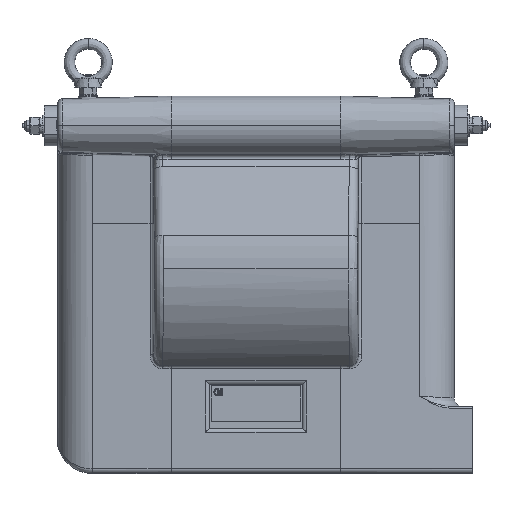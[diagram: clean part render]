
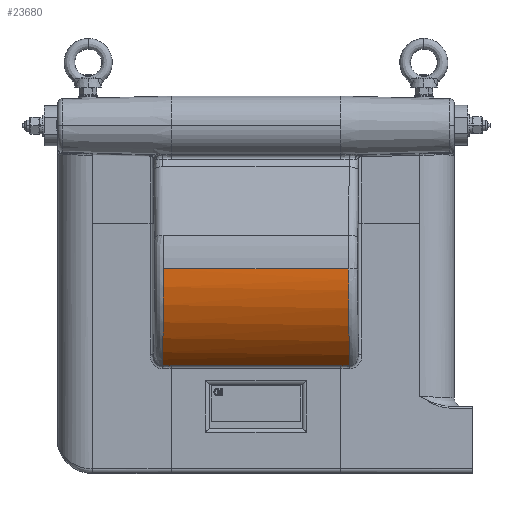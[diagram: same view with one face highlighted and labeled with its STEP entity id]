
A CAD part, top view. The second image highlights one B-rep face of the part: STEP entity #23680.
In plain terms, the highlighted cylindrical face has radius 130 mm (diameter 260 mm), a partial arc.
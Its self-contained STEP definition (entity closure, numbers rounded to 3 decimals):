
#1595 = DIRECTION ( 'NONE',  ( -1., 0., 0. ) ) ;
#1628 = DIRECTION ( 'NONE',  ( 0., 0., 1. ) ) ;
#1633 = CARTESIAN_POINT ( 'NONE',  ( 116.74, 77.714, 0. ) ) ;
#2809 = ORIENTED_EDGE ( 'NONE', *, *, #16207, .T. ) ;
#2814 = ORIENTED_EDGE ( 'NONE', *, *, #16233, .T. ) ;
#2834 = ORIENTED_EDGE ( 'NONE', *, *, #16209, .T. ) ;
#2838 = ORIENTED_EDGE ( 'NONE', *, *, #16228, .T. ) ;
#2852 = ORIENTED_EDGE ( 'NONE', *, *, #16230, .T. ) ;
#2857 = ORIENTED_EDGE ( 'NONE', *, *, #16219, .T. ) ;
#3907 = CARTESIAN_POINT ( 'NONE',  ( -103.594, 77.714, 130. ) ) ;
#3933 = CARTESIAN_POINT ( 'NONE',  ( 103.594, 77.714, 130. ) ) ;
#3934 = CARTESIAN_POINT ( 'NONE',  ( -95.052, -30.665, 71.791 ) ) ;
#3935 = CARTESIAN_POINT ( 'NONE',  ( -98.368, -30.721, 71.707 ) ) ;
#3938 = CARTESIAN_POINT ( 'NONE',  ( -104.106, -6.258, 108.825 ) ) ;
#3942 = CARTESIAN_POINT ( 'NONE',  ( -103.594, 33.058, 130. ) ) ;
#3946 = CARTESIAN_POINT ( 'NONE',  ( -105.007, -30.832, 71.538 ) ) ;
#3955 = CARTESIAN_POINT ( 'NONE',  ( -105.007, -30.832, 71.538 ) ) ;
#3956 = CARTESIAN_POINT ( 'NONE',  ( 104.106, -6.258, 108.825 ) ) ;
#3962 = CARTESIAN_POINT ( 'NONE',  ( -101.686, -30.776, 71.623 ) ) ;
#3966 = CARTESIAN_POINT ( 'NONE',  ( 105.007, -30.832, 71.538 ) ) ;
#3973 = CARTESIAN_POINT ( 'NONE',  ( 103.594, 33.058, 130. ) ) ;
#3982 = DIRECTION ( 'NONE',  ( 1., 0., 0. ) ) ;
#3986 = CARTESIAN_POINT ( 'NONE',  ( 116.74, 77.714, 130. ) ) ;
#3988 = CARTESIAN_POINT ( 'NONE',  ( 101.686, -30.776, 71.623 ) ) ;
#3992 = DIRECTION ( 'NONE',  ( -1., 0., 0. ) ) ;
#3995 = CARTESIAN_POINT ( 'NONE',  ( 116.74, -30.665, 71.791 ) ) ;
#4014 = CARTESIAN_POINT ( 'NONE',  ( 98.368, -30.721, 71.707 ) ) ;
#4016 = CARTESIAN_POINT ( 'NONE',  ( 105.007, -30.832, 71.538 ) ) ;
#4025 = CARTESIAN_POINT ( 'NONE',  ( 95.052, -30.665, 71.791 ) ) ;
#14046 = AXIS2_PLACEMENT_3D ( 'NONE', #1633, #1595, #1628 ) ;
#15071 = VERTEX_POINT ( 'NONE', #17866 ) ;
#15081 = VERTEX_POINT ( 'NONE', #17870 ) ;
#15086 = VERTEX_POINT ( 'NONE', #17879 ) ;
#15102 = VERTEX_POINT ( 'NONE', #17873 ) ;
#15109 = VERTEX_POINT ( 'NONE', #17890 ) ;
#15110 = VERTEX_POINT ( 'NONE', #17874 ) ;
#16207 = EDGE_CURVE ( 'NONE', #15109, #15081, #16572, .T. ) ;
#16209 = EDGE_CURVE ( 'NONE', #15081, #15102, #16568, .T. ) ;
#16219 = EDGE_CURVE ( 'NONE', #15110, #15086, #16571, .T. ) ;
#16228 = EDGE_CURVE ( 'NONE', #15086, #15109, #19253, .T. ) ;
#16230 = EDGE_CURVE ( 'NONE', #15102, #15071, #19239, .T. ) ;
#16233 = EDGE_CURVE ( 'NONE', #15071, #15110, #16606, .T. ) ;
#16568 =( BOUNDED_CURVE ( )  B_SPLINE_CURVE ( 3, ( #3955, #3962, #3935, #3934 ),
 .UNSPECIFIED., .F., .T. ) 
 B_SPLINE_CURVE_WITH_KNOTS ( ( 4, 4 ),
 ( 2.154, 2.156 ),
 .UNSPECIFIED. ) 
 CURVE ( )  GEOMETRIC_REPRESENTATION_ITEM ( )  RATIONAL_B_SPLINE_CURVE ( ( 1., 1., 1., 1. ) ) 
 REPRESENTATION_ITEM ( '' )  );
#16571 =( BOUNDED_CURVE ( )  B_SPLINE_CURVE ( 3, ( #3966, #3956, #3973, #3933 ),
 .UNSPECIFIED., .F., .T. ) 
 B_SPLINE_CURVE_WITH_KNOTS ( ( 4, 4 ),
 ( 5.295, 6.283 ),
 .UNSPECIFIED. ) 
 CURVE ( )  GEOMETRIC_REPRESENTATION_ITEM ( )  RATIONAL_B_SPLINE_CURVE ( ( 1., 0.92, 0.92, 1. ) ) 
 REPRESENTATION_ITEM ( '' )  );
#16572 =( BOUNDED_CURVE ( )  B_SPLINE_CURVE ( 3, ( #3907, #3942, #3938, #3946 ),
 .UNSPECIFIED., .F., .T. ) 
 B_SPLINE_CURVE_WITH_KNOTS ( ( 4, 4 ),
 ( 3.142, 4.13 ),
 .UNSPECIFIED. ) 
 CURVE ( )  GEOMETRIC_REPRESENTATION_ITEM ( )  RATIONAL_B_SPLINE_CURVE ( ( 1., 0.92, 0.92, 1. ) ) 
 REPRESENTATION_ITEM ( '' )  );
#16606 =( BOUNDED_CURVE ( )  B_SPLINE_CURVE ( 3, ( #4025, #4014, #3988, #4016 ),
 .UNSPECIFIED., .F., .T. ) 
 B_SPLINE_CURVE_WITH_KNOTS ( ( 4, 4 ),
 ( 0.986, 0.988 ),
 .UNSPECIFIED. ) 
 CURVE ( )  GEOMETRIC_REPRESENTATION_ITEM ( )  RATIONAL_B_SPLINE_CURVE ( ( 1., 1., 1., 1. ) ) 
 REPRESENTATION_ITEM ( '' )  );
#17866 = CARTESIAN_POINT ( 'NONE',  ( 95.052, -30.665, 71.791 ) ) ;
#17870 = CARTESIAN_POINT ( 'NONE',  ( -105.007, -30.832, 71.538 ) ) ;
#17873 = CARTESIAN_POINT ( 'NONE',  ( -95.052, -30.665, 71.791 ) ) ;
#17874 = CARTESIAN_POINT ( 'NONE',  ( 105.007, -30.832, 71.538 ) ) ;
#17879 = CARTESIAN_POINT ( 'NONE',  ( 103.594, 77.714, 130. ) ) ;
#17890 = CARTESIAN_POINT ( 'NONE',  ( -103.594, 77.714, 130. ) ) ;
#19239 = LINE ( 'NONE', #3995, #19242 ) ;
#19242 = VECTOR ( 'NONE', #3982, 1000. ) ;
#19243 = VECTOR ( 'NONE', #3992, 1000. ) ;
#19253 = LINE ( 'NONE', #3986, #19243 ) ;
#21611 = CYLINDRICAL_SURFACE ( 'NONE', #14046, 130. ) ;
#21613 = FACE_OUTER_BOUND ( 'NONE', #24160, .T. ) ;
#23680 = ADVANCED_FACE ( 'NONE', ( #21613 ), #21611, .T. ) ;
#24160 = EDGE_LOOP ( 'NONE', ( #2857, #2838, #2809, #2834, #2852, #2814 ) ) ;
